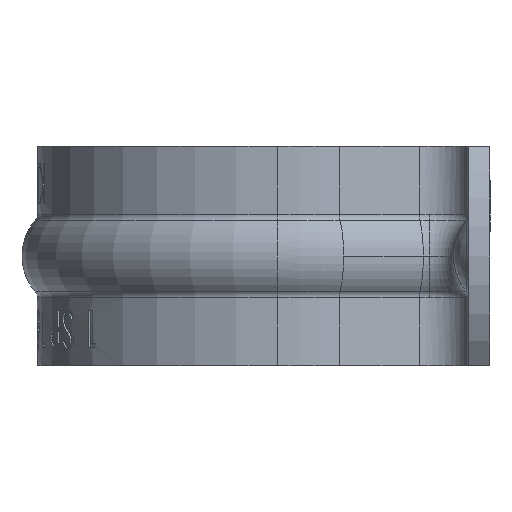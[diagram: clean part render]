
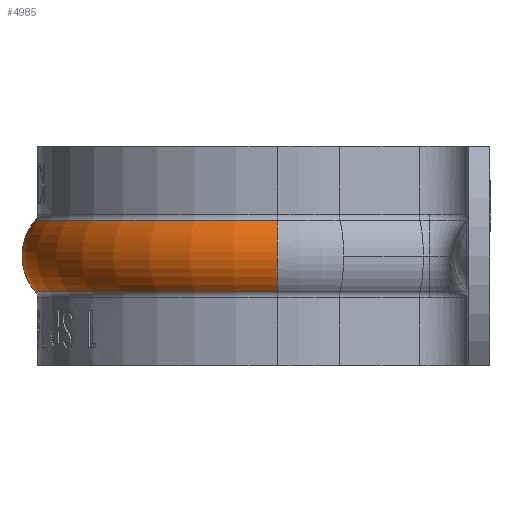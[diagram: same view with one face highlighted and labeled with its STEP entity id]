
A CAD part, left-side view. The second image highlights one B-rep face of the part: STEP entity #4985.
In plain terms, the highlighted toroidal (fillet/blend) face has major radius 11.645 mm and minor radius 3.175 mm.
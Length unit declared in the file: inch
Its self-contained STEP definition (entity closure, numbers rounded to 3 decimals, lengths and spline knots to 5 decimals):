
#595 = CIRCLE ( 'NONE', #3163, 0.55289 ) ;
#868 = FACE_OUTER_BOUND ( 'NONE', #12248, .T. ) ;
#1001 = VERTEX_POINT ( 'NONE', #4104 ) ;
#1617 = ORIENTED_EDGE ( 'NONE', *, *, #11941, .T. ) ;
#1643 = ORIENTED_EDGE ( 'NONE', *, *, #13420, .F. ) ;
#1702 = VERTEX_POINT ( 'NONE', #9446 ) ;
#1914 = DIRECTION ( 'NONE',  ( 0., 0., -1. ) ) ;
#2085 = CARTESIAN_POINT ( 'NONE',  ( 0.55289, 0., 0.1681 ) ) ;
#2863 = DIRECTION ( 'NONE',  ( 0., 0., -1. ) ) ;
#2955 = CARTESIAN_POINT ( 'NONE',  ( -0.45846, 0., 0.25 ) ) ;
#3129 = DIRECTION ( 'NONE',  ( -1., 0., 0. ) ) ;
#3163 = AXIS2_PLACEMENT_3D ( 'NONE', #3483, #7680, #7816 ) ;
#3335 = AXIS2_PLACEMENT_3D ( 'NONE', #4102, #11626, #12670 ) ;
#3357 = EDGE_CURVE ( 'NONE', #1702, #3475, #7160, .T. ) ;
#3475 = VERTEX_POINT ( 'NONE', #13263 ) ;
#3483 = CARTESIAN_POINT ( 'NONE',  ( 0., 0., 0.1681 ) ) ;
#3662 = TOROIDAL_SURFACE ( 'NONE', #10610, 0.45846, 0.125 ) ;
#3938 = DIRECTION ( 'NONE',  ( -0.966, -0.259, 0. ) ) ;
#4102 = CARTESIAN_POINT ( 'NONE',  ( 0.45846, 0., 0.25 ) ) ;
#4104 = CARTESIAN_POINT ( 'NONE',  ( 0.55289, 0., 0.3319 ) ) ;
#4985 = ADVANCED_FACE ( 'NONE', ( #868 ), #3662, .T. ) ;
#7160 = CIRCLE ( 'NONE', #10698, 0.125 ) ;
#7264 = CARTESIAN_POINT ( 'NONE',  ( 0., 0., 0.25 ) ) ;
#7680 = DIRECTION ( 'NONE',  ( 0., 0., -1. ) ) ;
#7779 = ORIENTED_EDGE ( 'NONE', *, *, #3357, .F. ) ;
#7816 = DIRECTION ( 'NONE',  ( -0.966, -0.259, 0. ) ) ;
#7875 = EDGE_CURVE ( 'NONE', #1702, #1001, #11836, .T. ) ;
#9446 = CARTESIAN_POINT ( 'NONE',  ( -0.55289, 0., 0.3319 ) ) ;
#9758 = CIRCLE ( 'NONE', #3335, 0.125 ) ;
#10394 = DIRECTION ( 'NONE',  ( 0., -1., 0. ) ) ;
#10490 = VERTEX_POINT ( 'NONE', #2085 ) ;
#10610 = AXIS2_PLACEMENT_3D ( 'NONE', #7264, #13807, #3129 ) ;
#10698 = AXIS2_PLACEMENT_3D ( 'NONE', #2955, #10394, #2863 ) ;
#11626 = DIRECTION ( 'NONE',  ( 0., 1., 0. ) ) ;
#11836 = CIRCLE ( 'NONE', #12442, 0.55289 ) ;
#11941 = EDGE_CURVE ( 'NONE', #1001, #10490, #9758, .T. ) ;
#12248 = EDGE_LOOP ( 'NONE', ( #13117, #1617, #1643, #7779 ) ) ;
#12408 = CARTESIAN_POINT ( 'NONE',  ( 0., 0., 0.3319 ) ) ;
#12442 = AXIS2_PLACEMENT_3D ( 'NONE', #12408, #1914, #3938 ) ;
#12670 = DIRECTION ( 'NONE',  ( -1., 0., 0. ) ) ;
#13117 = ORIENTED_EDGE ( 'NONE', *, *, #7875, .T. ) ;
#13263 = CARTESIAN_POINT ( 'NONE',  ( -0.55289, 0., 0.1681 ) ) ;
#13420 = EDGE_CURVE ( 'NONE', #3475, #10490, #595, .T. ) ;
#13807 = DIRECTION ( 'NONE',  ( 0., 0., -1. ) ) ;
